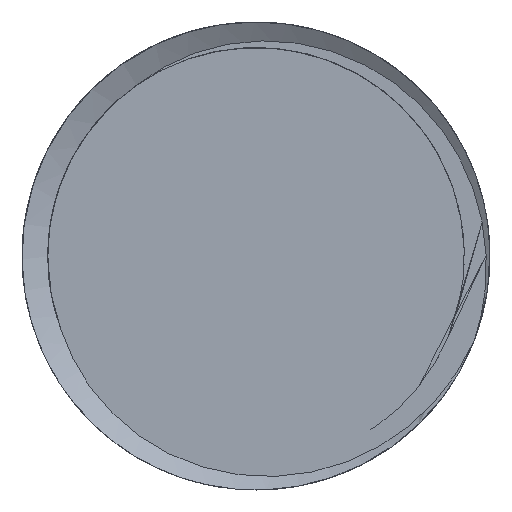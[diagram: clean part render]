
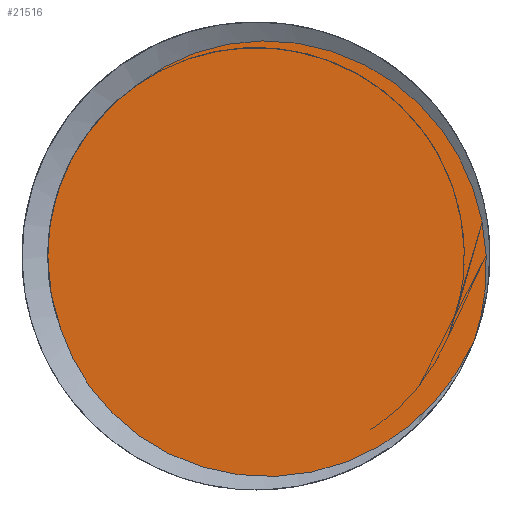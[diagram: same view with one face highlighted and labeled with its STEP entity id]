
A CAD part, left-side view. The second image highlights one B-rep face of the part: STEP entity #21516.
In plain terms, the highlighted free-form (B-spline) face has degree [1, 1] with [2, 2] control points.
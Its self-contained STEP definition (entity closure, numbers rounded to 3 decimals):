
#846=CARTESIAN_POINT('',(35.455,-5.765,-2.225));
#847=VERTEX_POINT('',#846);
#969=CARTESIAN_POINT('',(35.455,5.152,-1.932));
#970=VERTEX_POINT('',#969);
#971=CARTESIAN_POINT('',(35.455,-5.765,-2.225));
#972=CARTESIAN_POINT('',(35.455,-4.758,-4.508));
#973=CARTESIAN_POINT('',(35.455,-2.454,-5.96));
#974=CARTESIAN_POINT('',(35.455,2.453,-5.674));
#975=CARTESIAN_POINT('',(35.455,4.459,-4.094));
#976=CARTESIAN_POINT('',(35.455,5.155,-1.932));
#977=B_SPLINE_CURVE_WITH_KNOTS('',3,(#971,#972,#973,#974,#975,#976),.UNSPECIFIED.,.F.,.U.,(4,2,4),(0.,0.823,1.61),.UNSPECIFIED.);
#978=EDGE_CURVE('',#847,#970,#977,.T.);
#1822=CARTESIAN_POINT('',(35.455,3.207,4.469));
#1823=VERTEX_POINT('',#1822);
#1835=CARTESIAN_POINT('',(35.455,3.208,4.47));
#1836=CARTESIAN_POINT('',(35.455,1.706,5.68));
#1837=CARTESIAN_POINT('',(35.455,-0.364,6.02));
#1838=CARTESIAN_POINT('',(35.455,-5.291,4.192));
#1839=CARTESIAN_POINT('',(35.455,-6.784,0.839));
#1840=CARTESIAN_POINT('',(35.455,-5.765,-2.225));
#1841=B_SPLINE_CURVE_WITH_KNOTS('',3,(#1835,#1836,#1837,#1838,#1839,#1840),.UNSPECIFIED.,.F.,.U.,(4,2,4),(0.162,0.777,1.777),.UNSPECIFIED.);
#1842=EDGE_CURVE('',#1823,#847,#1841,.T.);
#1873=CARTESIAN_POINT('',(35.455,5.15,-1.931));
#1874=CARTESIAN_POINT('',(35.455,5.5,-0.997));
#1875=CARTESIAN_POINT('',(35.455,5.5,0.));
#1876=CARTESIAN_POINT('',(35.455,5.5,2.823));
#1877=CARTESIAN_POINT('',(35.455,3.207,4.469));
#1878=(BOUNDED_CURVE()B_SPLINE_CURVE(2,(#1873,#1874,#1875,#1876,#1877),.CIRCULAR_ARC.,.F.,.U.)B_SPLINE_CURVE_WITH_KNOTS((3,2,3),(8.377,11.,17.584),.UNSPECIFIED.)CURVE()GEOMETRIC_REPRESENTATION_ITEM()RATIONAL_B_SPLINE_CURVE((0.894,0.93,1.,0.825,0.859))REPRESENTATION_ITEM(''));
#1879=EDGE_CURVE('',#970,#1823,#1878,.T.);
#21506=CARTESIAN_POINT('',(35.455,-24.988,28.503));
#21507=CARTESIAN_POINT('',(35.455,24.988,28.503));
#21508=CARTESIAN_POINT('',(35.455,-24.988,-21.474));
#21509=CARTESIAN_POINT('',(35.455,24.988,-21.474));
#21510=B_SPLINE_SURFACE_WITH_KNOTS('',1,1,((#21506,#21507),(#21508,#21509)),.PLANE_SURF.,.F.,.F.,.U.,(2,2),(2,2),(0.,1.),(0.,1.),.UNSPECIFIED.);
#21511=ORIENTED_EDGE('',*,*,#1879,.T.);
#21512=ORIENTED_EDGE('',*,*,#1842,.T.);
#21513=ORIENTED_EDGE('',*,*,#978,.T.);
#21514=EDGE_LOOP('',(#21511,#21512,#21513));
#21515=FACE_OUTER_BOUND('',#21514,.F.);
#21516=ADVANCED_FACE('',(#21515),#21510,.F.);
